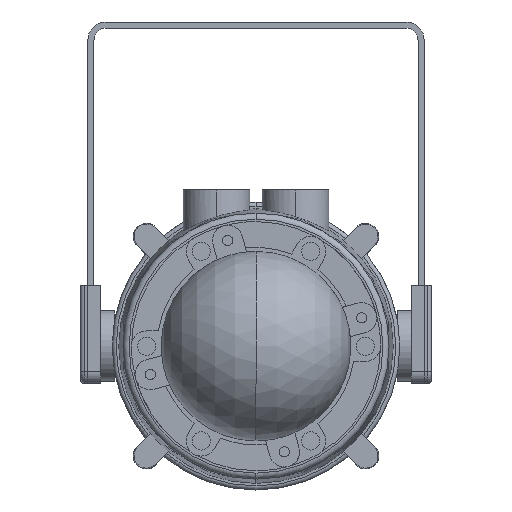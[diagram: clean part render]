
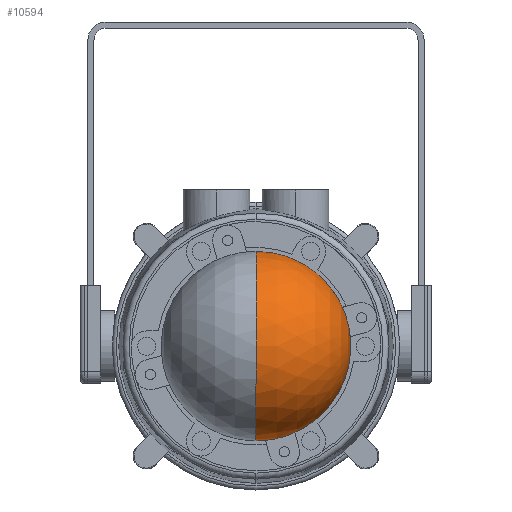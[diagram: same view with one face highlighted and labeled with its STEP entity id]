
A CAD part, left-side view. The second image highlights one B-rep face of the part: STEP entity #10594.
In plain terms, the highlighted spherical face has radius 46.75 mm.
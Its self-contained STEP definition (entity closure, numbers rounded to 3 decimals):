
#747 = FACE_OUTER_BOUND ( 'NONE', #9814, .T. ) ;
#813 = AXIS2_PLACEMENT_3D ( 'NONE', #3926, #8097, #12266 ) ;
#1298 = CIRCLE ( 'NONE', #8987, 46.75 ) ;
#2084 = VERTEX_POINT ( 'NONE', #5085 ) ;
#2192 = DIRECTION ( 'NONE',  ( -1., 0., 0. ) ) ;
#2286 = DIRECTION ( 'NONE',  ( 0., 1., 0. ) ) ;
#2417 = VERTEX_POINT ( 'NONE', #12118 ) ;
#3118 = CARTESIAN_POINT ( 'NONE',  ( 42.16, 0., 0. ) ) ;
#3693 = AXIS2_PLACEMENT_3D ( 'NONE', #3118, #7312, #11485 ) ;
#3926 = CARTESIAN_POINT ( 'NONE',  ( 42.16, 0., 0. ) ) ;
#4784 = ORIENTED_EDGE ( 'NONE', *, *, #9528, .F. ) ;
#5085 = CARTESIAN_POINT ( 'NONE',  ( 88.91, 0., 0. ) ) ;
#5862 = CIRCLE ( 'NONE', #13503, 46.75 ) ;
#6395 = DIRECTION ( 'NONE',  ( 0., 0., 1. ) ) ;
#6488 = DIRECTION ( 'NONE',  ( 0., 0., 1. ) ) ;
#7312 = DIRECTION ( 'NONE',  ( 0., -1., 0. ) ) ;
#7497 = VERTEX_POINT ( 'NONE', #9214 ) ;
#8097 = DIRECTION ( 'NONE',  ( 0., -1., 0. ) ) ;
#8987 = AXIS2_PLACEMENT_3D ( 'NONE', #11676, #2286, #6488 ) ;
#9214 = CARTESIAN_POINT ( 'NONE',  ( 42.16, 0., -46.75 ) ) ;
#9528 = EDGE_CURVE ( 'NONE', #7497, #2417, #5862, .T. ) ;
#9587 = CIRCLE ( 'NONE', #3693, 46.75 ) ;
#9814 = EDGE_LOOP ( 'NONE', ( #12970, #11391, #4784 ) ) ;
#10594 = ADVANCED_FACE ( 'NONE', ( #747 ), #13314, .T. ) ;
#11101 = EDGE_CURVE ( 'NONE', #2084, #2417, #9587, .T. ) ;
#11391 = ORIENTED_EDGE ( 'NONE', *, *, #11101, .T. ) ;
#11485 = DIRECTION ( 'NONE',  ( 0., 0., -1. ) ) ;
#11592 = CARTESIAN_POINT ( 'NONE',  ( 42.16, 0., 0. ) ) ;
#11676 = CARTESIAN_POINT ( 'NONE',  ( 42.16, 0., 0. ) ) ;
#12118 = CARTESIAN_POINT ( 'NONE',  ( 42.16, 0., 46.75 ) ) ;
#12266 = DIRECTION ( 'NONE',  ( 0., 0., -1. ) ) ;
#12573 = EDGE_CURVE ( 'NONE', #2084, #7497, #1298, .T. ) ;
#12970 = ORIENTED_EDGE ( 'NONE', *, *, #12573, .F. ) ;
#13314 = SPHERICAL_SURFACE ( 'NONE', #813, 46.75 ) ;
#13503 = AXIS2_PLACEMENT_3D ( 'NONE', #11592, #2192, #6395 ) ;
